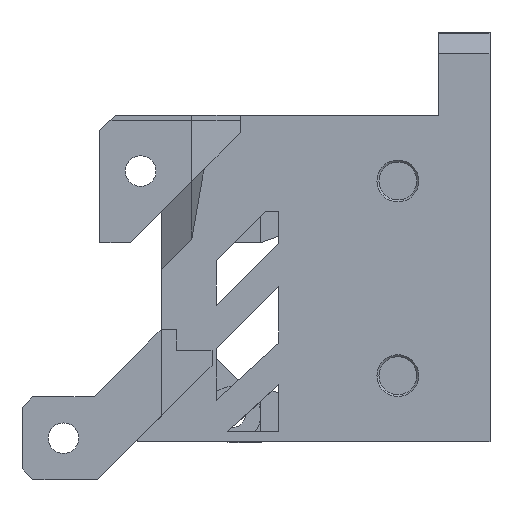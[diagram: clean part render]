
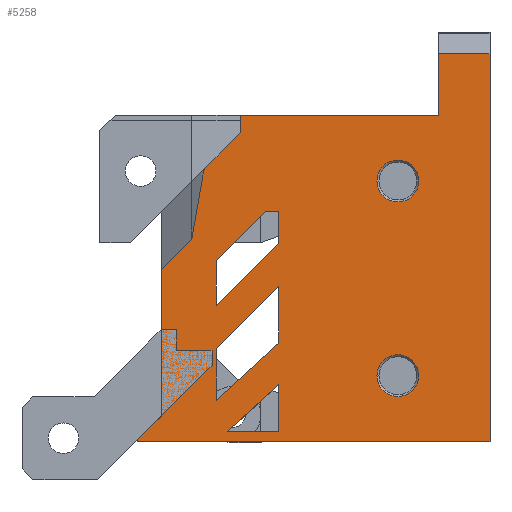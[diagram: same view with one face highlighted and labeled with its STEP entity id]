
A CAD part, left-side view. The second image highlights one B-rep face of the part: STEP entity #5258.
In plain terms, the highlighted planar face has unit normal (-1, 0, 0).
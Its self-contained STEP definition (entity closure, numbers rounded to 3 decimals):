
#245=FACE_BOUND('',#748,.T.);
#246=FACE_BOUND('',#749,.T.);
#247=FACE_BOUND('',#750,.T.);
#248=FACE_BOUND('',#751,.T.);
#249=FACE_BOUND('',#752,.T.);
#312=CIRCLE('',#5661,2.05);
#313=CIRCLE('',#5662,2.05);
#444=FACE_OUTER_BOUND('',#747,.T.);
#747=EDGE_LOOP('',(#3781,#3782,#3783,#3784,#3785,#3786,#3787,#3788,#3789,
#3790,#3791,#3792,#3793));
#748=EDGE_LOOP('',(#3794,#3795,#3796,#3797));
#749=EDGE_LOOP('',(#3798,#3799,#3800,#3801,#3802));
#750=EDGE_LOOP('',(#3803));
#751=EDGE_LOOP('',(#3804));
#752=EDGE_LOOP('',(#3805,#3806,#3807));
#1170=LINE('',#7655,#1771);
#1173=LINE('',#7661,#1774);
#1176=LINE('',#7667,#1777);
#1177=LINE('',#7669,#1778);
#1178=LINE('',#7671,#1779);
#1179=LINE('',#7673,#1780);
#1180=LINE('',#7675,#1781);
#1181=LINE('',#7677,#1782);
#1182=LINE('',#7679,#1783);
#1183=LINE('',#7681,#1784);
#1184=LINE('',#7683,#1785);
#1185=LINE('',#7685,#1786);
#1186=LINE('',#7686,#1787);
#1187=LINE('',#7689,#1788);
#1188=LINE('',#7691,#1789);
#1189=LINE('',#7693,#1790);
#1190=LINE('',#7694,#1791);
#1191=LINE('',#7697,#1792);
#1192=LINE('',#7699,#1793);
#1193=LINE('',#7701,#1794);
#1194=LINE('',#7703,#1795);
#1195=LINE('',#7704,#1796);
#1196=LINE('',#7711,#1797);
#1197=LINE('',#7713,#1798);
#1198=LINE('',#7714,#1799);
#1771=VECTOR('',#6279,10.);
#1774=VECTOR('',#6284,10.);
#1777=VECTOR('',#6289,10.);
#1778=VECTOR('',#6290,10.);
#1779=VECTOR('',#6291,10.);
#1780=VECTOR('',#6292,10.);
#1781=VECTOR('',#6293,10.);
#1782=VECTOR('',#6294,10.);
#1783=VECTOR('',#6295,10.);
#1784=VECTOR('',#6296,10.);
#1785=VECTOR('',#6297,10.);
#1786=VECTOR('',#6298,10.);
#1787=VECTOR('',#6299,10.);
#1788=VECTOR('',#6300,10.);
#1789=VECTOR('',#6301,10.);
#1790=VECTOR('',#6302,10.);
#1791=VECTOR('',#6303,10.);
#1792=VECTOR('',#6304,10.);
#1793=VECTOR('',#6305,10.);
#1794=VECTOR('',#6306,10.);
#1795=VECTOR('',#6307,10.);
#1796=VECTOR('',#6308,10.);
#1797=VECTOR('',#6313,10.);
#1798=VECTOR('',#6314,10.);
#1799=VECTOR('',#6315,10.);
#2332=VERTEX_POINT('',#7652);
#2333=VERTEX_POINT('',#7654);
#2335=VERTEX_POINT('',#7660);
#2337=VERTEX_POINT('',#7666);
#2338=VERTEX_POINT('',#7668);
#2339=VERTEX_POINT('',#7670);
#2340=VERTEX_POINT('',#7672);
#2341=VERTEX_POINT('',#7674);
#2342=VERTEX_POINT('',#7676);
#2343=VERTEX_POINT('',#7678);
#2344=VERTEX_POINT('',#7680);
#2345=VERTEX_POINT('',#7682);
#2346=VERTEX_POINT('',#7684);
#2347=VERTEX_POINT('',#7687);
#2348=VERTEX_POINT('',#7688);
#2349=VERTEX_POINT('',#7690);
#2350=VERTEX_POINT('',#7692);
#2351=VERTEX_POINT('',#7695);
#2352=VERTEX_POINT('',#7696);
#2353=VERTEX_POINT('',#7698);
#2354=VERTEX_POINT('',#7700);
#2355=VERTEX_POINT('',#7702);
#2356=VERTEX_POINT('',#7705);
#2357=VERTEX_POINT('',#7707);
#2358=VERTEX_POINT('',#7709);
#2359=VERTEX_POINT('',#7710);
#2360=VERTEX_POINT('',#7712);
#2873=EDGE_CURVE('',#2333,#2332,#1170,.T.);
#2876=EDGE_CURVE('',#2335,#2333,#1173,.T.);
#2879=EDGE_CURVE('',#2332,#2337,#1176,.T.);
#2880=EDGE_CURVE('',#2337,#2338,#1177,.T.);
#2881=EDGE_CURVE('',#2338,#2339,#1178,.T.);
#2882=EDGE_CURVE('',#2339,#2340,#1179,.T.);
#2883=EDGE_CURVE('',#2340,#2341,#1180,.T.);
#2884=EDGE_CURVE('',#2341,#2342,#1181,.T.);
#2885=EDGE_CURVE('',#2342,#2343,#1182,.T.);
#2886=EDGE_CURVE('',#2344,#2343,#1183,.T.);
#2887=EDGE_CURVE('',#2345,#2344,#1184,.T.);
#2888=EDGE_CURVE('',#2345,#2346,#1185,.T.);
#2889=EDGE_CURVE('',#2335,#2346,#1186,.T.);
#2890=EDGE_CURVE('',#2347,#2348,#1187,.T.);
#2891=EDGE_CURVE('',#2348,#2349,#1188,.T.);
#2892=EDGE_CURVE('',#2349,#2350,#1189,.T.);
#2893=EDGE_CURVE('',#2350,#2347,#1190,.T.);
#2894=EDGE_CURVE('',#2351,#2352,#1191,.T.);
#2895=EDGE_CURVE('',#2352,#2353,#1192,.T.);
#2896=EDGE_CURVE('',#2353,#2354,#1193,.T.);
#2897=EDGE_CURVE('',#2354,#2355,#1194,.T.);
#2898=EDGE_CURVE('',#2355,#2351,#1195,.T.);
#2899=EDGE_CURVE('',#2356,#2356,#312,.T.);
#2900=EDGE_CURVE('',#2357,#2357,#313,.T.);
#2901=EDGE_CURVE('',#2358,#2359,#1196,.T.);
#2902=EDGE_CURVE('',#2359,#2360,#1197,.T.);
#2903=EDGE_CURVE('',#2360,#2358,#1198,.T.);
#3781=ORIENTED_EDGE('',*,*,#2876,.T.);
#3782=ORIENTED_EDGE('',*,*,#2873,.T.);
#3783=ORIENTED_EDGE('',*,*,#2879,.T.);
#3784=ORIENTED_EDGE('',*,*,#2880,.T.);
#3785=ORIENTED_EDGE('',*,*,#2881,.T.);
#3786=ORIENTED_EDGE('',*,*,#2882,.T.);
#3787=ORIENTED_EDGE('',*,*,#2883,.T.);
#3788=ORIENTED_EDGE('',*,*,#2884,.T.);
#3789=ORIENTED_EDGE('',*,*,#2885,.T.);
#3790=ORIENTED_EDGE('',*,*,#2886,.F.);
#3791=ORIENTED_EDGE('',*,*,#2887,.F.);
#3792=ORIENTED_EDGE('',*,*,#2888,.T.);
#3793=ORIENTED_EDGE('',*,*,#2889,.F.);
#3794=ORIENTED_EDGE('',*,*,#2890,.T.);
#3795=ORIENTED_EDGE('',*,*,#2891,.T.);
#3796=ORIENTED_EDGE('',*,*,#2892,.T.);
#3797=ORIENTED_EDGE('',*,*,#2893,.T.);
#3798=ORIENTED_EDGE('',*,*,#2894,.T.);
#3799=ORIENTED_EDGE('',*,*,#2895,.T.);
#3800=ORIENTED_EDGE('',*,*,#2896,.T.);
#3801=ORIENTED_EDGE('',*,*,#2897,.T.);
#3802=ORIENTED_EDGE('',*,*,#2898,.T.);
#3803=ORIENTED_EDGE('',*,*,#2899,.F.);
#3804=ORIENTED_EDGE('',*,*,#2900,.F.);
#3805=ORIENTED_EDGE('',*,*,#2901,.T.);
#3806=ORIENTED_EDGE('',*,*,#2902,.T.);
#3807=ORIENTED_EDGE('',*,*,#2903,.T.);
#5013=PLANE('',#5660);
#5258=ADVANCED_FACE('',(#444,#245,#246,#247,#248,#249),#5013,.T.);
#5660=AXIS2_PLACEMENT_3D('',#7665,#6287,#6288);
#5661=AXIS2_PLACEMENT_3D('',#7706,#6309,#6310);
#5662=AXIS2_PLACEMENT_3D('',#7708,#6311,#6312);
#6279=DIRECTION('',(0.,1.,0.));
#6284=DIRECTION('',(0.,0.,-1.));
#6287=DIRECTION('center_axis',(-1.,0.,0.));
#6288=DIRECTION('ref_axis',(0.,0.,-1.));
#6289=DIRECTION('',(0.,-0.928,-0.371));
#6290=DIRECTION('',(0.,0.,-1.));
#6291=DIRECTION('',(0.,0.707,-0.707));
#6292=DIRECTION('',(0.,0.,-1.));
#6293=DIRECTION('',(0.,0.707,-0.707));
#6294=DIRECTION('',(0.,0.,-1.));
#6295=DIRECTION('',(0.,-1.,0.));
#6296=DIRECTION('',(0.,0.,-1.));
#6297=DIRECTION('',(0.,-1.,0.));
#6298=DIRECTION('',(0.,0.,-1.));
#6299=DIRECTION('',(0.,-1.,0.));
#6300=DIRECTION('',(0.,-0.707,0.707));
#6301=DIRECTION('',(0.,0.,-1.));
#6302=DIRECTION('',(0.,0.737,-0.676));
#6303=DIRECTION('',(0.,0.,1.));
#6304=DIRECTION('',(0.,0.,1.));
#6305=DIRECTION('',(0.,-0.707,0.707));
#6306=DIRECTION('',(0.,-1.,0.));
#6307=DIRECTION('',(0.,0.,-1.));
#6308=DIRECTION('',(0.,0.707,-0.707));
#6309=DIRECTION('center_axis',(-1.,0.,0.));
#6310=DIRECTION('ref_axis',(0.,-1.,0.));
#6311=DIRECTION('center_axis',(-1.,0.,0.));
#6312=DIRECTION('ref_axis',(0.,-1.,0.));
#6313=DIRECTION('',(0.,-0.737,0.676));
#6314=DIRECTION('',(0.,0.,-1.));
#6315=DIRECTION('',(0.,1.,0.));
#7652=CARTESIAN_POINT('',(-20.,-0.276,5.5));
#7654=CARTESIAN_POINT('',(-20.,-1.3,5.5));
#7655=CARTESIAN_POINT('',(-20.,0.,5.5));
#7660=CARTESIAN_POINT('',(-20.,-1.3,6.));
#7661=CARTESIAN_POINT('',(-20.,-1.3,-2.));
#7665=CARTESIAN_POINT('Origin',(-20.,0.,6.));
#7666=CARTESIAN_POINT('',(-20.,-5.276,3.5));
#7667=CARTESIAN_POINT('',(-20.,-2.571,4.582));
#7668=CARTESIAN_POINT('',(-20.,-5.276,-0.5));
#7669=CARTESIAN_POINT('',(-20.,-5.276,2.75));
#7670=CARTESIAN_POINT('',(-20.,-2.276,-3.5));
#7671=CARTESIAN_POINT('',(-20.,-4.082,-1.694));
#7672=CARTESIAN_POINT('',(-20.,-2.276,-23.527));
#7673=CARTESIAN_POINT('',(-20.,-2.276,-8.763));
#7674=CARTESIAN_POINT('',(-20.,0.,-25.803));
#7675=CARTESIAN_POINT('',(-20.,-6.089,-19.714));
#7676=CARTESIAN_POINT('',(-20.,0.,-26.));
#7677=CARTESIAN_POINT('',(-20.,0.,6.));
#7678=CARTESIAN_POINT('',(-20.,-34.5,-26.));
#7679=CARTESIAN_POINT('',(-20.,0.,-26.));
#7680=CARTESIAN_POINT('',(-20.,-34.5,12.));
#7681=CARTESIAN_POINT('',(-20.,-34.5,14.));
#7682=CARTESIAN_POINT('',(-20.,-29.5,12.));
#7683=CARTESIAN_POINT('',(-20.,-14.75,12.));
#7684=CARTESIAN_POINT('',(-20.,-29.5,6.));
#7685=CARTESIAN_POINT('',(-20.,-29.5,14.));
#7686=CARTESIAN_POINT('',(-20.,0.,6.));
#7687=CARTESIAN_POINT('',(-20.,-7.7,-16.893));
#7688=CARTESIAN_POINT('',(-20.,-13.8,-10.793));
#7689=CARTESIAN_POINT('',(-20.,-14.548,-10.044));
#7690=CARTESIAN_POINT('',(-20.,-13.8,-16.347));
#7691=CARTESIAN_POINT('',(-20.,-13.8,-5.174));
#7692=CARTESIAN_POINT('',(-20.,-7.7,-21.939));
#7693=CARTESIAN_POINT('',(-20.,-12.566,-17.478));
#7694=CARTESIAN_POINT('',(-20.,-7.7,-5.446));
#7695=CARTESIAN_POINT('',(-20.,-7.7,-12.65));
#7696=CARTESIAN_POINT('',(-20.,-7.7,-8.25));
#7697=CARTESIAN_POINT('',(-20.,-7.7,-1.125));
#7698=CARTESIAN_POINT('',(-20.,-12.5,-3.45));
#7699=CARTESIAN_POINT('',(-20.,-11.738,-4.212));
#7700=CARTESIAN_POINT('',(-20.,-13.8,-3.45));
#7701=CARTESIAN_POINT('',(-20.,-6.9,-3.45));
#7702=CARTESIAN_POINT('',(-20.,-13.8,-6.55));
#7703=CARTESIAN_POINT('',(-20.,-13.8,-0.275));
#7704=CARTESIAN_POINT('',(-20.,-10.438,-9.912));
#7705=CARTESIAN_POINT('',(-20.,-23.425,-19.535));
#7706=CARTESIAN_POINT('Origin',(-20.,-25.475,-19.535));
#7707=CARTESIAN_POINT('',(-20.,-23.425,-0.465));
#7708=CARTESIAN_POINT('Origin',(-20.,-25.475,-0.465));
#7709=CARTESIAN_POINT('',(-20.,-8.8,-25.));
#7710=CARTESIAN_POINT('',(-20.,-13.8,-20.417));
#7711=CARTESIAN_POINT('',(-20.,-16.63,-17.823));
#7712=CARTESIAN_POINT('',(-20.,-13.8,-25.));
#7713=CARTESIAN_POINT('',(-20.,-13.8,-9.5));
#7714=CARTESIAN_POINT('',(-20.,-4.4,-25.));
